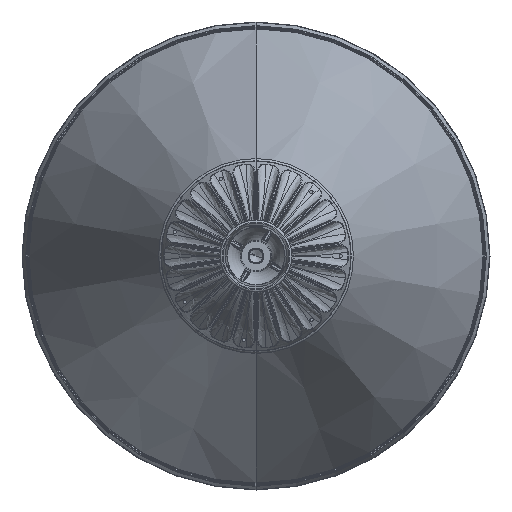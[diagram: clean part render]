
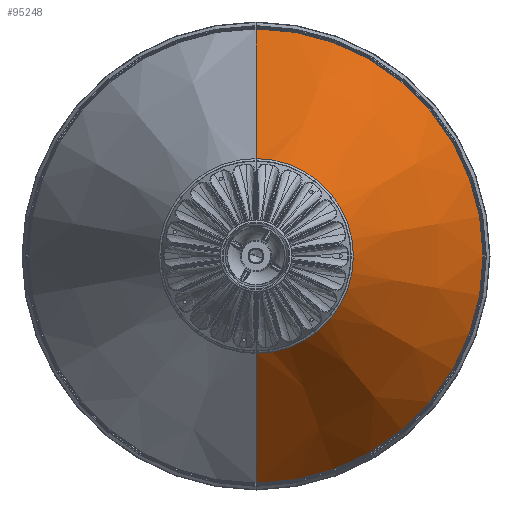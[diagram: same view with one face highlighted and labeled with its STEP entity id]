
A CAD part, front view. The second image highlights one B-rep face of the part: STEP entity #95248.
In plain terms, the highlighted conical face has half-angle 25 degrees and reference radius 101.139 mm.
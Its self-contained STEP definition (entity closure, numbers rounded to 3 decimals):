
#1552 = EDGE_CURVE ( 'NONE', #19207, #47510, #49878, .T. ) ;
#5297 = ORIENTED_EDGE ( 'NONE', *, *, #12284, .T. ) ;
#7616 = DIRECTION ( 'NONE',  ( 0., 0., 1. ) ) ;
#8125 = CARTESIAN_POINT ( 'NONE',  ( 0., 211.698, 0. ) ) ;
#10794 = CARTESIAN_POINT ( 'NONE',  ( 0., 213.269, 0. ) ) ;
#12284 = EDGE_CURVE ( 'NONE', #28067, #19207, #30896, .T. ) ;
#12340 = CIRCLE ( 'NONE', #91996, 101.872 ) ;
#14827 = EDGE_CURVE ( 'NONE', #50297, #28067, #12340, .T. ) ;
#19207 = VERTEX_POINT ( 'NONE', #96336 ) ;
#19755 = VECTOR ( 'NONE', #78171, 1000. ) ;
#22225 = AXIS2_PLACEMENT_3D ( 'NONE', #8125, #33038, #7616 ) ;
#26914 = DIRECTION ( 'NONE',  ( 0., 0., -1. ) ) ;
#28067 = VERTEX_POINT ( 'NONE', #71038 ) ;
#29089 = ORIENTED_EDGE ( 'NONE', *, *, #74860, .F. ) ;
#30364 = LINE ( 'NONE', #77140, #19755 ) ;
#30896 = LINE ( 'NONE', #47531, #85633 ) ;
#32534 = FACE_OUTER_BOUND ( 'NONE', #93209, .T. ) ;
#33038 = DIRECTION ( 'NONE',  ( 0., 1., 0. ) ) ;
#46047 = DIRECTION ( 'NONE',  ( 0., 0., -1. ) ) ;
#47510 = VERTEX_POINT ( 'NONE', #83881 ) ;
#47531 = CARTESIAN_POINT ( 'NONE',  ( 0., 211.698, -101.139 ) ) ;
#49878 = CIRCLE ( 'NONE', #97998, 237.527 ) ;
#50297 = VERTEX_POINT ( 'NONE', #92764 ) ;
#55372 = CARTESIAN_POINT ( 'NONE',  ( 0., 504.183, 0. ) ) ;
#56058 = DIRECTION ( 'NONE',  ( 0., 1., 0. ) ) ;
#62627 = DIRECTION ( 'NONE',  ( 0., -1., 0. ) ) ;
#65289 = CONICAL_SURFACE ( 'NONE', #22225, 101.139, 0.436 ) ;
#65727 = ORIENTED_EDGE ( 'NONE', *, *, #1552, .T. ) ;
#71038 = CARTESIAN_POINT ( 'NONE',  ( 0., 213.269, -101.872 ) ) ;
#71415 = ORIENTED_EDGE ( 'NONE', *, *, #14827, .T. ) ;
#74860 = EDGE_CURVE ( 'NONE', #50297, #47510, #30364, .T. ) ;
#77140 = CARTESIAN_POINT ( 'NONE',  ( 0., 211.698, 101.139 ) ) ;
#78171 = DIRECTION ( 'NONE',  ( 0., 0.906, 0.423 ) ) ;
#83881 = CARTESIAN_POINT ( 'NONE',  ( 0., 504.183, 237.527 ) ) ;
#85633 = VECTOR ( 'NONE', #101580, 1000. ) ;
#91996 = AXIS2_PLACEMENT_3D ( 'NONE', #10794, #56058, #26914 ) ;
#92764 = CARTESIAN_POINT ( 'NONE',  ( 0., 213.269, 101.872 ) ) ;
#93209 = EDGE_LOOP ( 'NONE', ( #71415, #5297, #65727, #29089 ) ) ;
#95248 = ADVANCED_FACE ( 'NONE', ( #32534 ), #65289, .T. ) ;
#96336 = CARTESIAN_POINT ( 'NONE',  ( 0., 504.183, -237.527 ) ) ;
#97998 = AXIS2_PLACEMENT_3D ( 'NONE', #55372, #62627, #46047 ) ;
#101580 = DIRECTION ( 'NONE',  ( 0., 0.906, -0.423 ) ) ;
